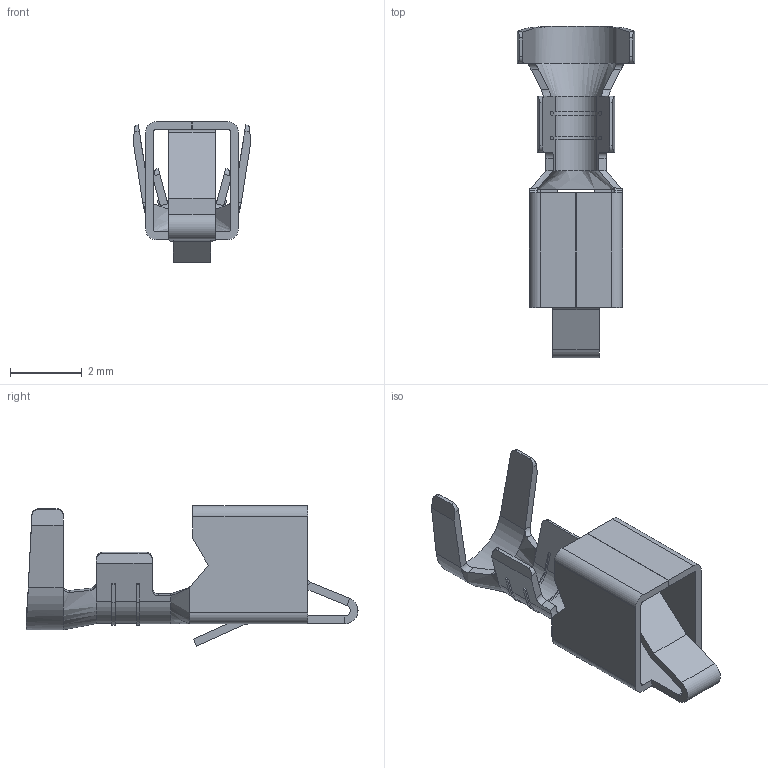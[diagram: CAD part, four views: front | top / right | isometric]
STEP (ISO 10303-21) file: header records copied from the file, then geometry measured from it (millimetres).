
FILE_DESCRIPTION( ('This file contains a STEP AP42 implementation' ,'as created by ZW3D STEP Interface translator.') ,'2;1' );
FILE_NAME( 'WF3963-TPSN01.stp' ,'231017.172026', (''), ('ZWCAD Software Co.'), 'Version 1.0', 'ZW3D to STEP translator', '' );
FILE_SCHEMA(('AUTOMOTIVE_DESIGN { 1 0 10303 214 1 1 1 1 }'));
Length unit declared in the file: millimetre
Products named in the file (2): 0; WF3963-TPSN01
Bounding box: 3.28 x 9.24 x 3.91 mm (x, y, z)
Volume: 13.9 mm3; surface area: 147.3 mm2
Topology: 1 solids, 1 shells, 158 faces, 427 edges, 269 vertices
Faces by surface type: plane 104, cylinder 40, bspline 14
Entity records: 6495 total; most frequent: CARTESIAN_POINT 2433, ORIENTED_EDGE 854, DIRECTION 740, EDGE_CURVE 427, VECTOR 318, LINE 318, VERTEX_POINT 269, AXIS2_PLACEMENT_3D 211
